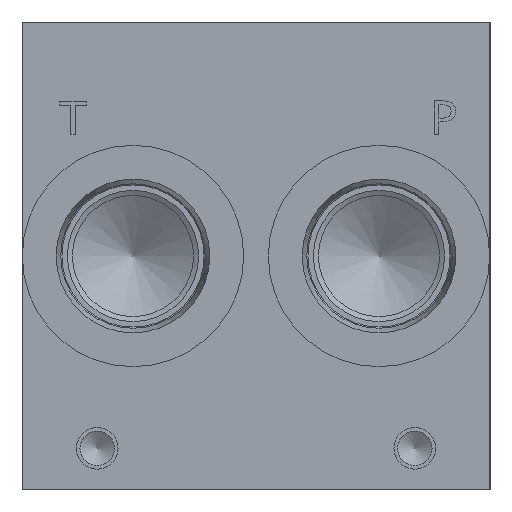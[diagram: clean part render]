
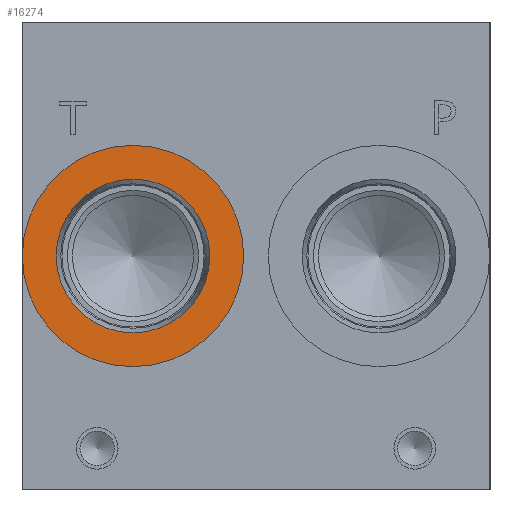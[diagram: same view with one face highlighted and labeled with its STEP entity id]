
A CAD part, left-side view. The second image highlights one B-rep face of the part: STEP entity #16274.
In plain terms, the highlighted planar face has unit normal (-1, 0, 0).
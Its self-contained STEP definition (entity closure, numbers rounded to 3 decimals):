
#336=CIRCLE('',#17052,21.019);
#337=CIRCLE('',#17053,21.019);
#338=CIRCLE('',#17055,14.592);
#339=CIRCLE('',#17056,14.592);
#794=FACE_BOUND('',#3031,.T.);
#2089=FACE_OUTER_BOUND('',#3030,.T.);
#3030=EDGE_LOOP('',(#13470,#13471));
#3031=EDGE_LOOP('',(#13472,#13473));
#7342=VERTEX_POINT('',#27462);
#7343=VERTEX_POINT('',#27464);
#7344=VERTEX_POINT('',#27468);
#7345=VERTEX_POINT('',#27469);
#9494=EDGE_CURVE('',#7342,#7343,#336,.T.);
#9495=EDGE_CURVE('',#7343,#7342,#337,.T.);
#9496=EDGE_CURVE('',#7344,#7345,#338,.T.);
#9497=EDGE_CURVE('',#7345,#7344,#339,.T.);
#13470=ORIENTED_EDGE('',*,*,#9495,.F.);
#13471=ORIENTED_EDGE('',*,*,#9494,.F.);
#13472=ORIENTED_EDGE('',*,*,#9496,.T.);
#13473=ORIENTED_EDGE('',*,*,#9497,.T.);
#15037=PLANE('',#17054);
#16274=ADVANCED_FACE('',(#2089,#794),#15037,.F.);
#17052=AXIS2_PLACEMENT_3D('',#27465,#19959,#19960);
#17053=AXIS2_PLACEMENT_3D('',#27466,#19961,#19962);
#17054=AXIS2_PLACEMENT_3D('',#27467,#19963,#19964);
#17055=AXIS2_PLACEMENT_3D('',#27470,#19965,#19966);
#17056=AXIS2_PLACEMENT_3D('',#27471,#19967,#19968);
#19959=DIRECTION('center_axis',(1.,0.,0.));
#19960=DIRECTION('ref_axis',(0.,0.,-1.));
#19961=DIRECTION('center_axis',(1.,0.,0.));
#19962=DIRECTION('ref_axis',(0.,0.,-1.));
#19963=DIRECTION('center_axis',(1.,0.,0.));
#19964=DIRECTION('ref_axis',(0.,0.,-1.));
#19965=DIRECTION('center_axis',(1.,0.,0.));
#19966=DIRECTION('ref_axis',(0.,0.,-1.));
#19967=DIRECTION('center_axis',(1.,0.,0.));
#19968=DIRECTION('ref_axis',(0.,0.,-1.));
#27462=CARTESIAN_POINT('',(0.787,67.818,23.432));
#27464=CARTESIAN_POINT('',(0.787,67.818,65.469));
#27465=CARTESIAN_POINT('Origin',(0.787,67.818,44.45));
#27466=CARTESIAN_POINT('Origin',(0.787,67.818,44.45));
#27467=CARTESIAN_POINT('Origin',(0.787,67.818,59.042));
#27468=CARTESIAN_POINT('',(0.787,67.818,59.042));
#27469=CARTESIAN_POINT('',(0.787,67.818,29.858));
#27470=CARTESIAN_POINT('Origin',(0.787,67.818,44.45));
#27471=CARTESIAN_POINT('Origin',(0.787,67.818,44.45));
